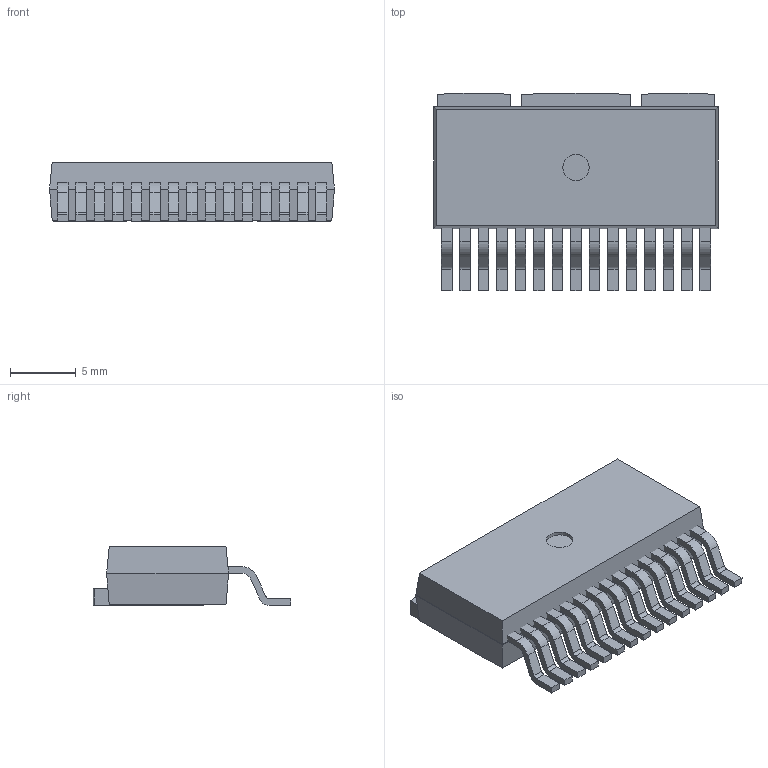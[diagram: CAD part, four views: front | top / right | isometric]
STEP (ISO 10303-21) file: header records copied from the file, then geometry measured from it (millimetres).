
FILE_DESCRIPTION (( 'STEP AP214' ), '1' );
FILE_NAME ('SW3dPS-P-TO263-15-1.STEP', '2009-08-20T15:01:37', ( 'SysAdmin' ), ( 'SolidWorks' ), 'SwSTEP 2.0', 'SolidWorks 2009', '' );
FILE_SCHEMA (( 'AUTOMOTIVE_DESIGN' ));
Length unit declared in the file: millimetre
Products named in the file (20): SW3dPS-P-TO263-15-1_Part_1735; SW3dPS-P-TO263-15-1_Part_1531; SW3dPS-P-TO263-15-1_Part_557; SW3dPS-P-TO263-15-1_Part_1303; SW3dPS-P-TO263-15-1_Part_996; SW3dPS-P-TO263-15-1_Part_1075; SW3dPS-P-TO263-15-1_Part_1151; SW3dPS-P-TO263-15-1_Part_98; SW3dPS-P-TO263-15-1_Part_59; SW3dPS-P-TO263-15-1_Part_1455; SW3dPS-P-TO263-15-1_Part_113; SW3dPS-P-TO263-15-1_Part_1227; SW3dPS-P-TO263-15-1_Part_1379; SW3dPS-P-TO263-15-1; SW3dPS-P-TO263-15-1_Part_1695; SW3dPS-P-TO263-15-1_Part_1575; SW3dPS-P-TO263-15-1_Part_1615; SW3dPS-P-TO263-15-1_Part_1655; SW3dPS-P-TO263-15-1_Part_1775; SW3dPS-P-TO263-15-1_Part_1535
Assembly tree (19 placements, depth 2):
  SW3dPS-P-TO263-15-1
    SW3dPS-P-TO263-15-1_Part_1303
    SW3dPS-P-TO263-15-1_Part_1535
    SW3dPS-P-TO263-15-1_Part_996
    SW3dPS-P-TO263-15-1_Part_1655
    SW3dPS-P-TO263-15-1_Part_557
    SW3dPS-P-TO263-15-1_Part_1075
    SW3dPS-P-TO263-15-1_Part_1575
    SW3dPS-P-TO263-15-1_Part_1151
    SW3dPS-P-TO263-15-1_Part_1735
    SW3dPS-P-TO263-15-1_Part_98
    SW3dPS-P-TO263-15-1_Part_1379
    SW3dPS-P-TO263-15-1_Part_59
    SW3dPS-P-TO263-15-1_Part_1775
    SW3dPS-P-TO263-15-1_Part_1695
    SW3dPS-P-TO263-15-1_Part_1531
    SW3dPS-P-TO263-15-1_Part_1227
    SW3dPS-P-TO263-15-1_Part_1455
    SW3dPS-P-TO263-15-1_Part_113
    SW3dPS-P-TO263-15-1_Part_1615
Bounding box: 21.6 x 15 x 4.45 mm (x, y, z)
Volume: 1101.6 mm3; surface area: 1378.4 mm2
Topology: 19 solids, 19 shells, 251 faces, 628 edges, 416 vertices
Faces by surface type: plane 189, cylinder 62
Entity records: 11061 total; most frequent: CARTESIAN_POINT 1317, DIRECTION 1298, ORIENTED_EDGE 1256, EDGE_CURVE 628, VECTOR 504, LINE 504, VERTEX_POINT 416, AXIS2_PLACEMENT_3D 397
